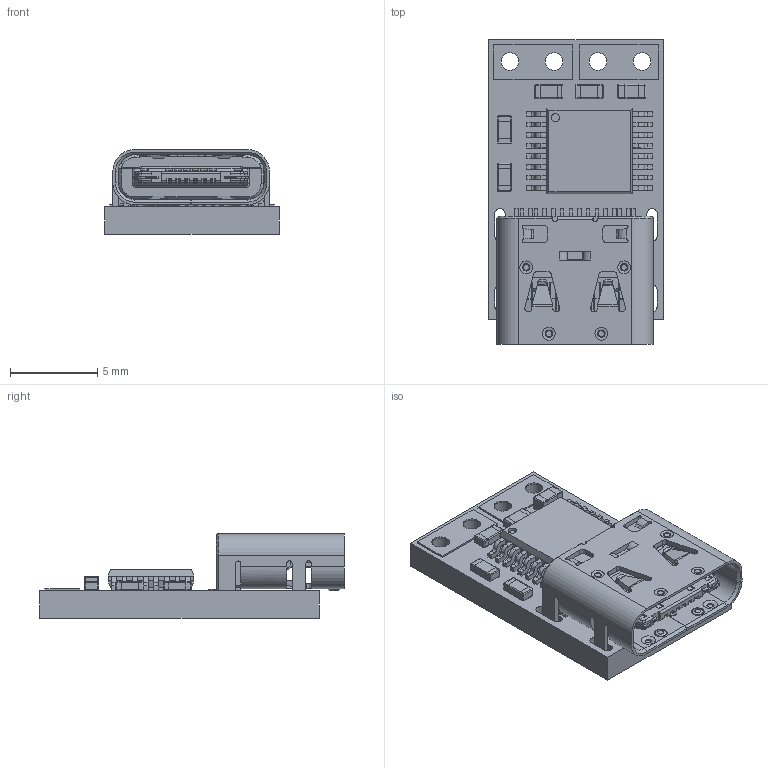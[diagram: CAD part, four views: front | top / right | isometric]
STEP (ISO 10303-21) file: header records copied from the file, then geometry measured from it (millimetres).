
FILE_DESCRIPTION(/* description */ (''),/* implementation_level */ '2;1');
FILE_NAME(/* name */ 'PDC004-PD v4.step',/* time_stamp */ '2022-04-17T15:07:17+02:00',/* author */ (''),/* organization */ (''),/* preprocessor_version */ 'ST-DEVELOPER v18.1',/* originating_system */ 'Autodesk Translation Framework v10.14.0.1471',/* authorisation */ '');
FILE_SCHEMA (('AUTOMOTIVE_DESIGN { 1 0 10303 214 3 1 1 }'));
Length unit declared in the file: millimetre
Products named in the file (27): PDC004-PD; USB - C v1; MSOP-16 0.50p 3mm Pad v2; MSOP-16 0.50p 3mm Pad; Pad; Pin10; Pin9; Pin12; Pin11; Pin13; Pin14; Pin15; Pin16; Pin8; Pin7; Pin6; Pin5; Pin4; Pin3; Pin2; Pin1; Body; res_603 v1; res_603 v1 (1); res_603 v1 (2); res_603 v1 (3); cap_603 v1
Assembly tree (26 placements, depth 4):
  PDC004-PD
    USB - C v1
    MSOP-16 0.50p 3mm Pad v2
      MSOP-16 0.50p 3mm Pad
        Pad
        Pin10
        Pin9
        Pin12
        Pin11
        Pin13
        Pin14
        Pin15
        Pin16
        Pin8
        Pin7
        Pin6
        Pin5
        Pin4
        Pin3
        Pin2
        Pin1
        Body
    res_603 v1
    res_603 v1 (1)
    res_603 v1 (2)
    res_603 v1 (3)
    cap_603 v1
Bounding box: 10 x 17.43 x 4.86 mm (x, y, z)
Volume: 390.6 mm3; surface area: 1069.2 mm2
Topology: 37 solids, 44 shells, 1677 faces, 4550 edges, 2920 vertices
Faces by surface type: plane 1138, cylinder 400, bspline 46, sphere 44, torus 28, cone 21
Full cylindrical faces by diameter (mm): 0.484 x1, 0.5 x2, 0.692 x2, 1 x8
Entity records: 54945 total; most frequent: CARTESIAN_POINT 11417, ORIENTED_EDGE 9012, DIRECTION 8794, EDGE_CURVE 4506, LINE 3468, VECTOR 3468, VERTEX_POINT 2920, AXIS2_PLACEMENT_3D 2663
